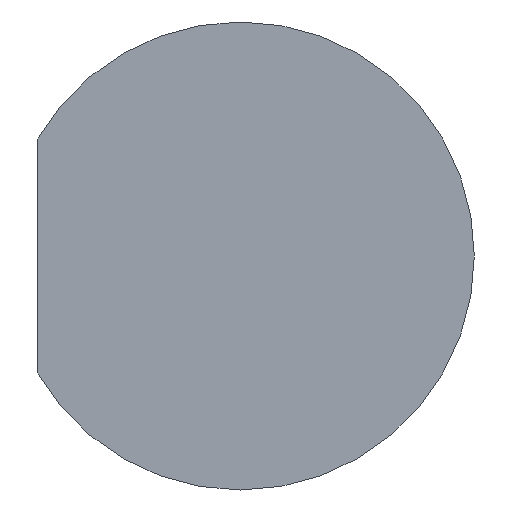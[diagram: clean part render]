
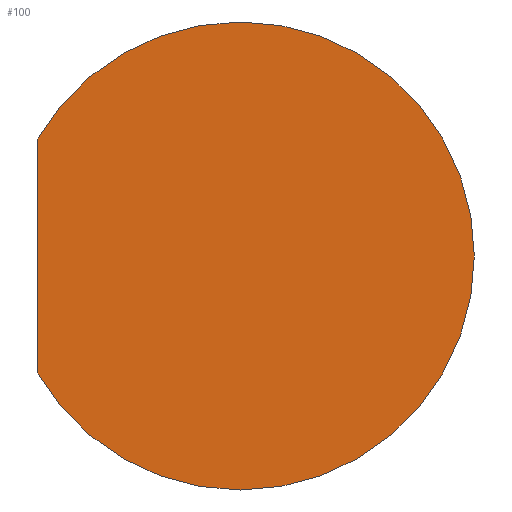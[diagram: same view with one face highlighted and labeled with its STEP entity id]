
A CAD part, left-side view. The second image highlights one B-rep face of the part: STEP entity #100.
In plain terms, the highlighted planar face has unit normal (-1, 0, 0).
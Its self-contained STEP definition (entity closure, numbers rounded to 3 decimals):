
#7 = EDGE_CURVE ( 'NONE', #111, #128, #135, .T. ) ;
#8 = CARTESIAN_POINT ( 'NONE',  ( 0., 0., 0. ) ) ;
#9 = DIRECTION ( 'NONE',  ( 1., 0., 0. ) ) ;
#11 = DIRECTION ( 'NONE',  ( 0., 0., 1. ) ) ;
#16 = VERTEX_POINT ( 'NONE', #147 ) ;
#18 = CARTESIAN_POINT ( 'NONE',  ( 0., 2.598, 1.5 ) ) ;
#21 = ORIENTED_EDGE ( 'NONE', *, *, #7, .F. ) ;
#22 = CARTESIAN_POINT ( 'NONE',  ( 0., 0., 0. ) ) ;
#23 = AXIS2_PLACEMENT_3D ( 'NONE', #22, #131, #102 ) ;
#29 = VECTOR ( 'NONE', #11, 1000. ) ;
#36 = DIRECTION ( 'NONE',  ( 0., 0., -1. ) ) ;
#42 = CARTESIAN_POINT ( 'NONE',  ( 0., 2.598, -1.5 ) ) ;
#46 = ORIENTED_EDGE ( 'NONE', *, *, #105, .F. ) ;
#50 = AXIS2_PLACEMENT_3D ( 'NONE', #8, #57, #82 ) ;
#52 = EDGE_LOOP ( 'NONE', ( #112, #46, #21, #162 ) ) ;
#57 = DIRECTION ( 'NONE',  ( 1., 0., 0. ) ) ;
#64 = VERTEX_POINT ( 'NONE', #18 ) ;
#66 = FACE_OUTER_BOUND ( 'NONE', #52, .T. ) ;
#74 = CARTESIAN_POINT ( 'NONE',  ( 0., 0., 0. ) ) ;
#76 = AXIS2_PLACEMENT_3D ( 'NONE', #189, #9, #183 ) ;
#82 = DIRECTION ( 'NONE',  ( 0., 0., -1. ) ) ;
#88 = EDGE_CURVE ( 'NONE', #64, #16, #95, .T. ) ;
#95 = CIRCLE ( 'NONE', #50, 3. ) ;
#100 = ADVANCED_FACE ( 'NONE', ( #66 ), #154, .F. ) ;
#102 = DIRECTION ( 'NONE',  ( 0., 0., -1. ) ) ;
#105 = EDGE_CURVE ( 'NONE', #128, #64, #136, .T. ) ;
#111 = VERTEX_POINT ( 'NONE', #204 ) ;
#112 = ORIENTED_EDGE ( 'NONE', *, *, #88, .F. ) ;
#128 = VERTEX_POINT ( 'NONE', #42 ) ;
#131 = DIRECTION ( 'NONE',  ( 1., 0., 0. ) ) ;
#135 = CIRCLE ( 'NONE', #143, 3. ) ;
#136 = LINE ( 'NONE', #205, #29 ) ;
#143 = AXIS2_PLACEMENT_3D ( 'NONE', #74, #207, #36 ) ;
#147 = CARTESIAN_POINT ( 'NONE',  ( 0., 0., 3. ) ) ;
#154 = PLANE ( 'NONE',  #23 ) ;
#162 = ORIENTED_EDGE ( 'NONE', *, *, #185, .F. ) ;
#183 = DIRECTION ( 'NONE',  ( 0., 0., -1. ) ) ;
#185 = EDGE_CURVE ( 'NONE', #16, #111, #197, .T. ) ;
#189 = CARTESIAN_POINT ( 'NONE',  ( 0., 0., 0. ) ) ;
#197 = CIRCLE ( 'NONE', #76, 3. ) ;
#204 = CARTESIAN_POINT ( 'NONE',  ( 0., 0., -3. ) ) ;
#205 = CARTESIAN_POINT ( 'NONE',  ( 0., 2.598, -1.5 ) ) ;
#207 = DIRECTION ( 'NONE',  ( 1., 0., 0. ) ) ;
